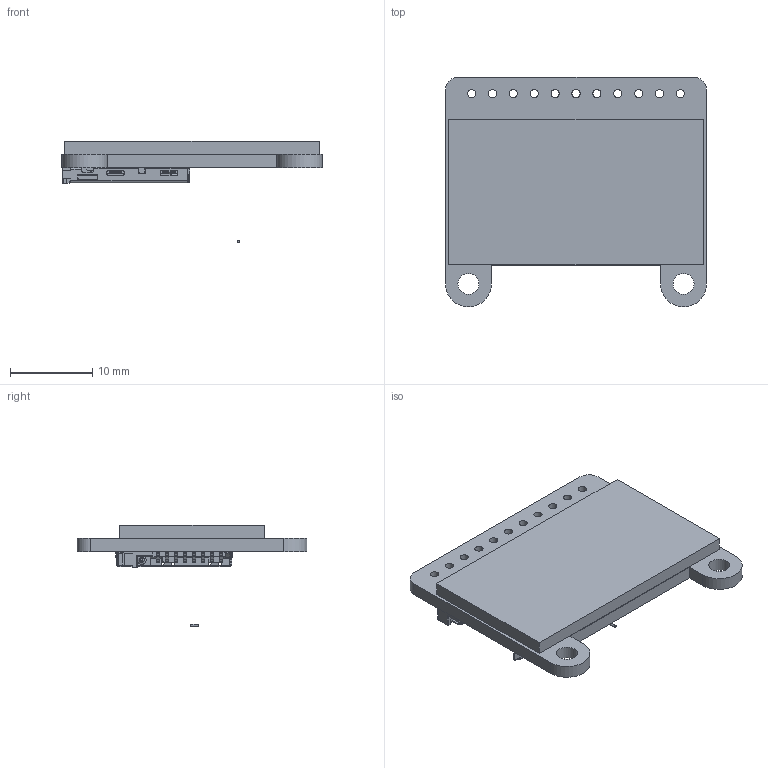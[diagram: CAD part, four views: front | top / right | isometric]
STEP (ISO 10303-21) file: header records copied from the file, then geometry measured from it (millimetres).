
FILE_DESCRIPTION(/* description */ (''),/* implementation_level */ '2;1');
FILE_NAME(/* name */ 'Adafruit 4383.step',/* time_stamp */ '2022-03-25T13:18:57-04:00',/* author */ (''),/* organization */ (''),/* preprocessor_version */ 'ST-DEVELOPER v18.1',/* originating_system */ 'Autodesk Translation Framework v10.13.0.1454',/* authorisation */ '');
FILE_SCHEMA (('AUTOMOTIVE_DESIGN { 1 0 10303 214 3 1 1 }'));
Length unit declared in the file: inch
Products named in the file (6): Adafruit 1.14" TFT Display 4383; Taoboa ZJY114IPS 1.14" Screen; Board; MEM2061-01-188-00-A; ÇÐ³ý-À­Éì2[2]; ÇÐ³ý-À­Éì-±¡±
Ú2
Assembly tree (5 placements, depth 3):
  Adafruit 1.14" TFT Display 4383
    Taoboa ZJY114IPS 1.14" Screen
    Board
    MEM2061-01-188-00-A
      ÇÐ³ý-À­Éì2[2]
      ÇÐ³ý-À­Éì-±¡±
Ú2
Bounding box: 31.75 x 27.94 x 12.33 mm (x, y, z)
Volume: 2182.1 mm3; surface area: 3903.2 mm2
Topology: 4 solids, 4 shells, 1141 faces, 3141 edges, 2013 vertices
Faces by surface type: plane 706, cylinder 373, torus 42, sphere 16, cone 4
Full cylindrical faces by diameter (mm): 0.3 x1, 0.4 x1, 0.6 x1, 1 x11, 2.54 x2
Entity records: 37793 total; most frequent: CARTESIAN_POINT 6774, ORIENTED_EDGE 6254, DIRECTION 6194, EDGE_CURVE 3127, LINE 2296, VECTOR 2296, VERTEX_POINT 2013, AXIS2_PLACEMENT_3D 1949
